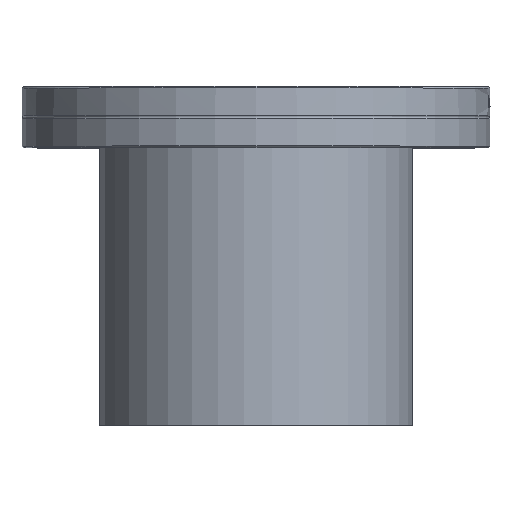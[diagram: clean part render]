
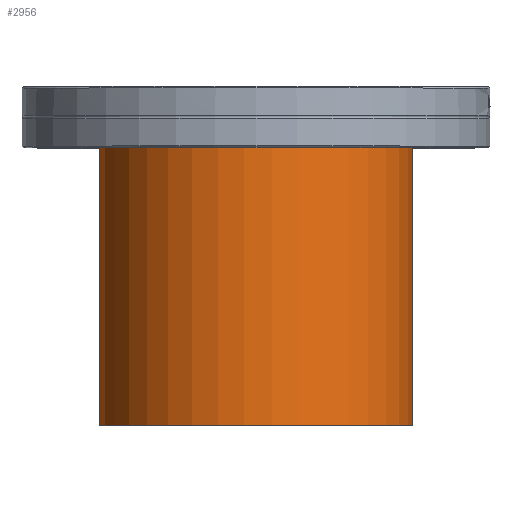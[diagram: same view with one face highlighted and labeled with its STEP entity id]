
A CAD part, top view. The second image highlights one B-rep face of the part: STEP entity #2956.
In plain terms, the highlighted cylindrical face has radius 50.8 mm (diameter 101.6 mm), a full revolution.
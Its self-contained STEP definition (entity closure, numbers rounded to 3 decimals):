
#259=CYLINDRICAL_SURFACE('',#3259,50.8);
#499=FACE_OUTER_BOUND('',#702,.T.);
#702=EDGE_LOOP('',(#2753,#2754,#2755,#2756));
#865=LINE('',#17734,#1024);
#1024=VECTOR('',#3906,50.8);
#1156=CIRCLE('',#3260,50.8);
#1157=CIRCLE('',#3261,50.8);
#1445=VERTEX_POINT('',#17731);
#1446=VERTEX_POINT('',#17733);
#1882=EDGE_CURVE('',#1445,#1445,#1156,.T.);
#1883=EDGE_CURVE('',#1445,#1446,#865,.T.);
#1884=EDGE_CURVE('',#1446,#1446,#1157,.T.);
#2753=ORIENTED_EDGE('',*,*,#1882,.F.);
#2754=ORIENTED_EDGE('',*,*,#1883,.T.);
#2755=ORIENTED_EDGE('',*,*,#1884,.F.);
#2756=ORIENTED_EDGE('',*,*,#1883,.F.);
#2956=ADVANCED_FACE('',(#499),#259,.T.);
#3259=AXIS2_PLACEMENT_3D('',#17730,#3902,#3903);
#3260=AXIS2_PLACEMENT_3D('',#17732,#3904,#3905);
#3261=AXIS2_PLACEMENT_3D('',#17735,#3907,#3908);
#3902=DIRECTION('center_axis',(0.,0.,1.));
#3903=DIRECTION('ref_axis',(-1.,0.,0.));
#3904=DIRECTION('center_axis',(0.,0.,1.));
#3905=DIRECTION('ref_axis',(-1.,0.,0.));
#3906=DIRECTION('',(0.,0.,-1.));
#3907=DIRECTION('center_axis',(0.,0.,-1.));
#3908=DIRECTION('ref_axis',(-1.,0.,0.));
#17730=CARTESIAN_POINT('Origin',(0.,0.,0.));
#17731=CARTESIAN_POINT('',(50.8,0.,98.6));
#17732=CARTESIAN_POINT('Origin',(0.,0.,98.6));
#17733=CARTESIAN_POINT('',(50.8,0.,0.));
#17734=CARTESIAN_POINT('',(50.8,0.,0.));
#17735=CARTESIAN_POINT('Origin',(0.,0.,0.));
